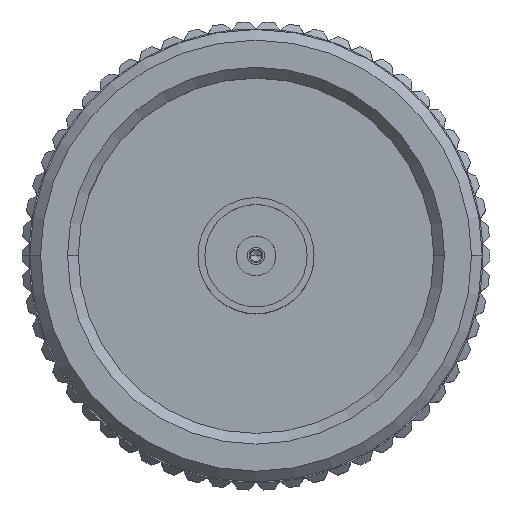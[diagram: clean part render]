
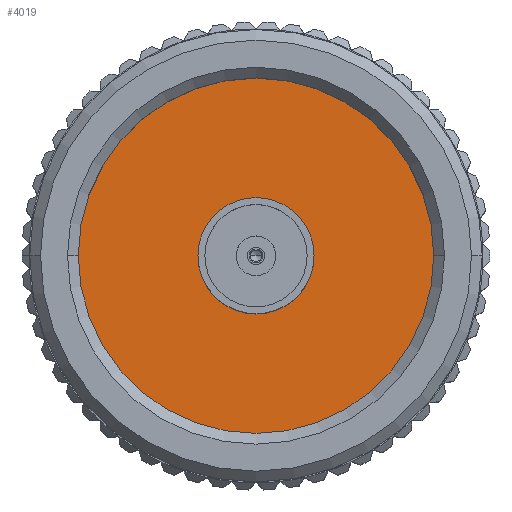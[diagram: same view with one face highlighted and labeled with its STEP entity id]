
A CAD part, top view. The second image highlights one B-rep face of the part: STEP entity #4019.
In plain terms, the highlighted planar face has unit normal (0, 0, 1).
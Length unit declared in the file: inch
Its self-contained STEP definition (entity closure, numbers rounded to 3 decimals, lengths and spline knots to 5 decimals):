
#439 = FACE_OUTER_BOUND ( 'NONE', #19908, .T. ) ;
#1492 = DIRECTION ( 'NONE',  ( 0., 0., 1. ) ) ;
#1707 = CARTESIAN_POINT ( 'NONE',  ( -0.07795, 0.98982, 0.45264 ) ) ;
#4019 = ADVANCED_FACE ( 'NONE', ( #439, #30520 ), #25612, .T. ) ;
#4049 = VERTEX_POINT ( 'NONE', #11876 ) ;
#4180 = AXIS2_PLACEMENT_3D ( 'NONE', #15985, #26021, #16152 ) ;
#4213 = EDGE_CURVE ( 'NONE', #4049, #18442, #25100, .T. ) ;
#4890 = ORIENTED_EDGE ( 'NONE', *, *, #24952, .F. ) ;
#7537 = DIRECTION ( 'NONE',  ( 1., 0., 0. ) ) ;
#9311 = AXIS2_PLACEMENT_3D ( 'NONE', #24057, #1492, #16000 ) ;
#9555 = DIRECTION ( 'NONE',  ( 1., 0., 0. ) ) ;
#10600 = ORIENTED_EDGE ( 'NONE', *, *, #29110, .T. ) ;
#11876 = CARTESIAN_POINT ( 'NONE',  ( 0.375, 0.98982, 0.45264 ) ) ;
#12488 = DIRECTION ( 'NONE',  ( 0., 0., 1. ) ) ;
#12820 = CIRCLE ( 'NONE', #25447, 0.1065 ) ;
#14186 = CIRCLE ( 'NONE', #15786, 0.1065 ) ;
#14291 = CARTESIAN_POINT ( 'NONE',  ( 0.13504, 0.98982, 0.45264 ) ) ;
#15786 = AXIS2_PLACEMENT_3D ( 'NONE', #22556, #19627, #7537 ) ;
#15985 = CARTESIAN_POINT ( 'NONE',  ( 0.02854, 0.98982, 0.45264 ) ) ;
#16000 = DIRECTION ( 'NONE',  ( 1., 0., 0. ) ) ;
#16152 = DIRECTION ( 'NONE',  ( 1., 0., 0. ) ) ;
#16710 = ORIENTED_EDGE ( 'NONE', *, *, #4213, .T. ) ;
#18442 = VERTEX_POINT ( 'NONE', #21969 ) ;
#18447 = VERTEX_POINT ( 'NONE', #1707 ) ;
#18767 = EDGE_CURVE ( 'NONE', #24708, #18447, #12820, .T. ) ;
#19627 = DIRECTION ( 'NONE',  ( 0., 0., 1. ) ) ;
#19908 = EDGE_LOOP ( 'NONE', ( #10600, #16710 ) ) ;
#21798 = ORIENTED_EDGE ( 'NONE', *, *, #18767, .F. ) ;
#21969 = CARTESIAN_POINT ( 'NONE',  ( -0.31791, 0.98982, 0.45264 ) ) ;
#22556 = CARTESIAN_POINT ( 'NONE',  ( 0.02854, 0.98982, 0.45264 ) ) ;
#22716 = DIRECTION ( 'NONE',  ( 1., 0., 0. ) ) ;
#24057 = CARTESIAN_POINT ( 'NONE',  ( 0.02854, 0.98982, 0.45264 ) ) ;
#24708 = VERTEX_POINT ( 'NONE', #14291 ) ;
#24882 = DIRECTION ( 'NONE',  ( 0., 0., 1. ) ) ;
#24952 = EDGE_CURVE ( 'NONE', #18447, #24708, #14186, .T. ) ;
#25100 = CIRCLE ( 'NONE', #9311, 0.34646 ) ;
#25351 = CARTESIAN_POINT ( 'NONE',  ( 0.02854, 0.98982, 0.45264 ) ) ;
#25447 = AXIS2_PLACEMENT_3D ( 'NONE', #25351, #12488, #22716 ) ;
#25598 = AXIS2_PLACEMENT_3D ( 'NONE', #27316, #24882, #9555 ) ;
#25612 = PLANE ( 'NONE',  #25598 ) ;
#26021 = DIRECTION ( 'NONE',  ( 0., 0., 1. ) ) ;
#27316 = CARTESIAN_POINT ( 'NONE',  ( 0.02854, 0.98982, 0.45264 ) ) ;
#29110 = EDGE_CURVE ( 'NONE', #18442, #4049, #32477, .T. ) ;
#30066 = EDGE_LOOP ( 'NONE', ( #4890, #21798 ) ) ;
#30520 = FACE_BOUND ( 'NONE', #30066, .T. ) ;
#32477 = CIRCLE ( 'NONE', #4180, 0.34646 ) ;
